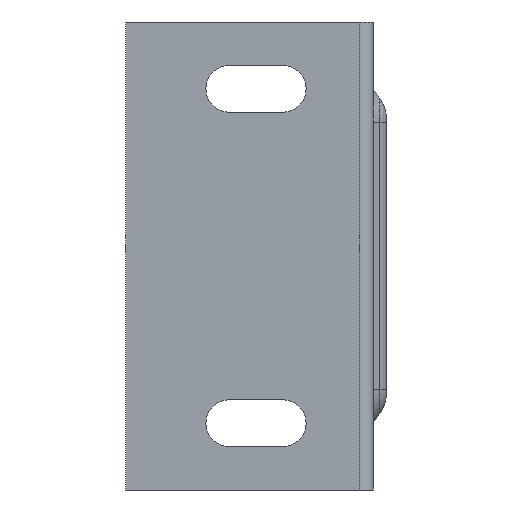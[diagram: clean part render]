
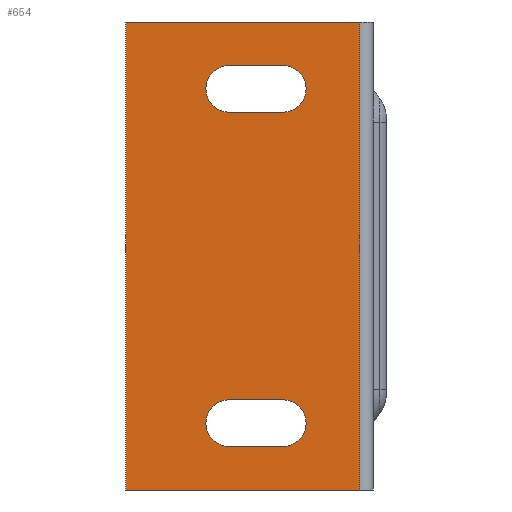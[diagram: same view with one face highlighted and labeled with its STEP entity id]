
A CAD part, left-side view. The second image highlights one B-rep face of the part: STEP entity #654.
In plain terms, the highlighted planar face has unit normal (-1, 0, 0).
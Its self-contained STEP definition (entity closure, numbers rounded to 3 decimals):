
#17 = AXIS2_PLACEMENT_3D ( 'NONE', #572, #578, #583 ) ;
#19 = AXIS2_PLACEMENT_3D ( 'NONE', #610, #604, #590 ) ;
#20 = AXIS2_PLACEMENT_3D ( 'NONE', #580, #612, #569 ) ;
#21 = AXIS2_PLACEMENT_3D ( 'NONE', #601, #567, #571 ) ;
#156 = LINE ( 'NONE', #1150, #160 ) ;
#160 = VECTOR ( 'NONE', #1141, 1000. ) ;
#271 = DIRECTION ( 'NONE',  ( 0., -1., 0. ) ) ;
#274 = PLANE ( 'NONE',  #1092 ) ;
#275 = CARTESIAN_POINT ( 'NONE',  ( -105., 0., 35. ) ) ;
#279 = DIRECTION ( 'NONE',  ( -1., 0., 0. ) ) ;
#303 = DIRECTION ( 'NONE',  ( 0., 1., 0. ) ) ;
#313 = CARTESIAN_POINT ( 'NONE',  ( -105., 0., 35. ) ) ;
#476 = CARTESIAN_POINT ( 'NONE',  ( -105., 11.5, 28.5 ) ) ;
#484 = CARTESIAN_POINT ( 'NONE',  ( -105., 11.5, -28.5 ) ) ;
#496 = CARTESIAN_POINT ( 'NONE',  ( -105., 19.5, -21.5 ) ) ;
#507 = CARTESIAN_POINT ( 'NONE',  ( -105., 19.5, 21.5 ) ) ;
#513 = CARTESIAN_POINT ( 'NONE',  ( -105., 19.5, -28.5 ) ) ;
#525 = CARTESIAN_POINT ( 'NONE',  ( -105., 0., -35. ) ) ;
#537 = EDGE_CURVE ( 'NONE', #2304, #2320, #848, .T. ) ;
#567 = DIRECTION ( 'NONE',  ( 1., 0., 0. ) ) ;
#569 = DIRECTION ( 'NONE',  ( 0., 1., 0. ) ) ;
#571 = DIRECTION ( 'NONE',  ( 0., 1., 0. ) ) ;
#572 = CARTESIAN_POINT ( 'NONE',  ( -105., 11.5, 25. ) ) ;
#573 = DIRECTION ( 'NONE',  ( 0., 1., 0. ) ) ;
#575 = CARTESIAN_POINT ( 'NONE',  ( -105., 11.5, -28.5 ) ) ;
#577 = DIRECTION ( 'NONE',  ( 0., 0., -1. ) ) ;
#578 = DIRECTION ( 'NONE',  ( 1., 0., 0. ) ) ;
#580 = CARTESIAN_POINT ( 'NONE',  ( -105., 11.5, -25. ) ) ;
#581 = CARTESIAN_POINT ( 'NONE',  ( -105., 11.5, -21.5 ) ) ;
#583 = DIRECTION ( 'NONE',  ( 0., 1., 0. ) ) ;
#584 = DIRECTION ( 'NONE',  ( 0., 1., 0. ) ) ;
#588 = DIRECTION ( 'NONE',  ( 0., 1., 0. ) ) ;
#590 = DIRECTION ( 'NONE',  ( 0., 1., 0. ) ) ;
#594 = CARTESIAN_POINT ( 'NONE',  ( -105., 11.5, 28.5 ) ) ;
#597 = CARTESIAN_POINT ( 'NONE',  ( -105., 11.5, 21.5 ) ) ;
#600 = CARTESIAN_POINT ( 'NONE',  ( -105., 35., 35. ) ) ;
#601 = CARTESIAN_POINT ( 'NONE',  ( -105., 19.5, -25. ) ) ;
#604 = DIRECTION ( 'NONE',  ( 1., 0., 0. ) ) ;
#606 = DIRECTION ( 'NONE',  ( 0., -1., 0. ) ) ;
#608 = DIRECTION ( 'NONE',  ( 0., -1., 0. ) ) ;
#610 = CARTESIAN_POINT ( 'NONE',  ( -105., 19.5, 25. ) ) ;
#611 = CARTESIAN_POINT ( 'NONE',  ( -105., 0., -35. ) ) ;
#612 = DIRECTION ( 'NONE',  ( 1., 0., 0. ) ) ;
#654 = ADVANCED_FACE ( 'NONE', ( #1605, #1539, #1535 ), #274, .T. ) ;
#848 = LINE ( 'NONE', #313, #865 ) ;
#865 = VECTOR ( 'NONE', #303, 1000. ) ;
#893 = CIRCLE ( 'NONE', #19, 3.5 ) ;
#896 = CIRCLE ( 'NONE', #21, 3.5 ) ;
#899 = VECTOR ( 'NONE', #588, 1000. ) ;
#900 = LINE ( 'NONE', #594, #932 ) ;
#902 = CIRCLE ( 'NONE', #20, 3.5 ) ;
#905 = LINE ( 'NONE', #611, #899 ) ;
#910 = VECTOR ( 'NONE', #584, 1000. ) ;
#919 = LINE ( 'NONE', #581, #929 ) ;
#924 = LINE ( 'NONE', #575, #910 ) ;
#929 = VECTOR ( 'NONE', #606, 1000. ) ;
#932 = VECTOR ( 'NONE', #608, 1000. ) ;
#1019 = ORIENTED_EDGE ( 'NONE', *, *, #1694, .T. ) ;
#1036 = ORIENTED_EDGE ( 'NONE', *, *, #1696, .T. ) ;
#1051 = ORIENTED_EDGE ( 'NONE', *, *, #1699, .T. ) ;
#1056 = ORIENTED_EDGE ( 'NONE', *, *, #1700, .T. ) ;
#1070 = ORIENTED_EDGE ( 'NONE', *, *, #1706, .F. ) ;
#1092 = AXIS2_PLACEMENT_3D ( 'NONE', #275, #279, #271 ) ;
#1141 = DIRECTION ( 'NONE',  ( 0., 0., 1. ) ) ;
#1150 = CARTESIAN_POINT ( 'NONE',  ( -105., 0., 35. ) ) ;
#1210 = VECTOR ( 'NONE', #573, 1000. ) ;
#1214 = VECTOR ( 'NONE', #577, 1000. ) ;
#1228 = CIRCLE ( 'NONE', #17, 3.5 ) ;
#1230 = LINE ( 'NONE', #597, #1210 ) ;
#1236 = LINE ( 'NONE', #600, #1214 ) ;
#1252 = CARTESIAN_POINT ( 'NONE',  ( -105., 19.5, 28.5 ) ) ;
#1253 = CARTESIAN_POINT ( 'NONE',  ( -105., 0., 35. ) ) ;
#1261 = CARTESIAN_POINT ( 'NONE',  ( -105., 35., 35. ) ) ;
#1269 = CARTESIAN_POINT ( 'NONE',  ( -105., 11.5, 21.5 ) ) ;
#1281 = CARTESIAN_POINT ( 'NONE',  ( -105., 35., -35. ) ) ;
#1290 = CARTESIAN_POINT ( 'NONE',  ( -105., 11.5, -21.5 ) ) ;
#1535 = FACE_OUTER_BOUND ( 'NONE', #1835, .T. ) ;
#1539 = FACE_BOUND ( 'NONE', #1832, .T. ) ;
#1605 = FACE_BOUND ( 'NONE', #1818, .T. ) ;
#1692 = EDGE_CURVE ( 'NONE', #2320, #2236, #1236, .T. ) ;
#1693 = EDGE_CURVE ( 'NONE', #1890, #2289, #1228, .T. ) ;
#1694 = EDGE_CURVE ( 'NONE', #2289, #1957, #1230, .T. ) ;
#1696 = EDGE_CURVE ( 'NONE', #1957, #2242, #893, .T. ) ;
#1697 = EDGE_CURVE ( 'NONE', #2242, #1890, #900, .T. ) ;
#1698 = EDGE_CURVE ( 'NONE', #2061, #1808, #902, .T. ) ;
#1699 = EDGE_CURVE ( 'NONE', #1808, #1799, #924, .T. ) ;
#1700 = EDGE_CURVE ( 'NONE', #1799, #1852, #896, .T. ) ;
#1701 = EDGE_CURVE ( 'NONE', #1852, #2061, #919, .T. ) ;
#1706 = EDGE_CURVE ( 'NONE', #1777, #2236, #905, .T. ) ;
#1777 = VERTEX_POINT ( 'NONE', #525 ) ;
#1799 = VERTEX_POINT ( 'NONE', #513 ) ;
#1808 = VERTEX_POINT ( 'NONE', #484 ) ;
#1818 = EDGE_LOOP ( 'NONE', ( #2249, #1019, #1036, #2305 ) ) ;
#1832 = EDGE_LOOP ( 'NONE', ( #2265, #1051, #1056, #2263 ) ) ;
#1835 = EDGE_LOOP ( 'NONE', ( #1070, #2162, #2205, #2163 ) ) ;
#1852 = VERTEX_POINT ( 'NONE', #496 ) ;
#1890 = VERTEX_POINT ( 'NONE', #476 ) ;
#1957 = VERTEX_POINT ( 'NONE', #507 ) ;
#2061 = VERTEX_POINT ( 'NONE', #1290 ) ;
#2162 = ORIENTED_EDGE ( 'NONE', *, *, #2461, .T. ) ;
#2163 = ORIENTED_EDGE ( 'NONE', *, *, #1692, .T. ) ;
#2205 = ORIENTED_EDGE ( 'NONE', *, *, #537, .T. ) ;
#2236 = VERTEX_POINT ( 'NONE', #1281 ) ;
#2242 = VERTEX_POINT ( 'NONE', #1252 ) ;
#2249 = ORIENTED_EDGE ( 'NONE', *, *, #1693, .T. ) ;
#2263 = ORIENTED_EDGE ( 'NONE', *, *, #1701, .T. ) ;
#2265 = ORIENTED_EDGE ( 'NONE', *, *, #1698, .T. ) ;
#2289 = VERTEX_POINT ( 'NONE', #1269 ) ;
#2304 = VERTEX_POINT ( 'NONE', #1253 ) ;
#2305 = ORIENTED_EDGE ( 'NONE', *, *, #1697, .T. ) ;
#2320 = VERTEX_POINT ( 'NONE', #1261 ) ;
#2461 = EDGE_CURVE ( 'NONE', #1777, #2304, #156, .T. ) ;
